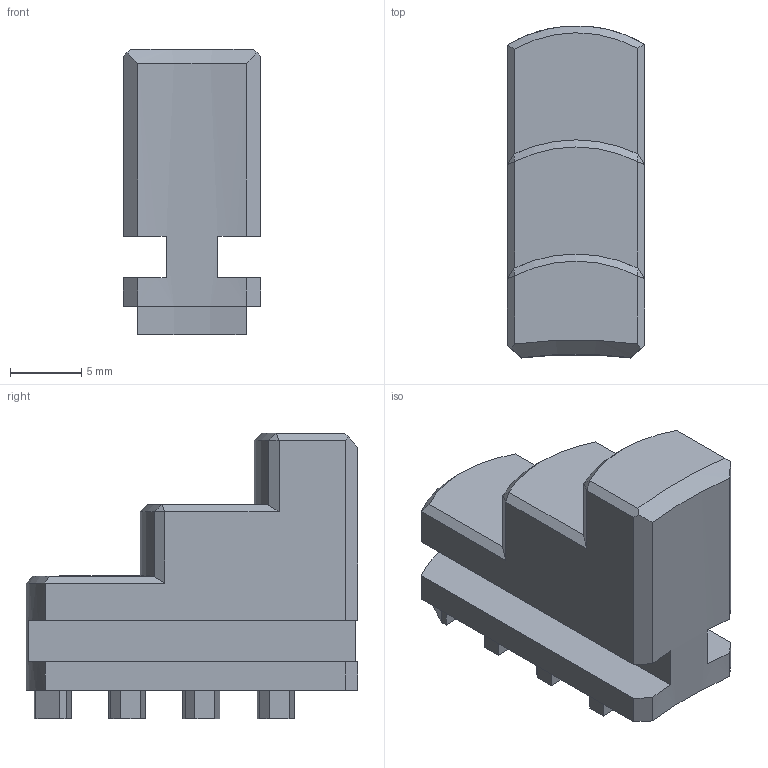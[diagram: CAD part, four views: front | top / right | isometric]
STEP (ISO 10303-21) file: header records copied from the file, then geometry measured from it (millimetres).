
FILE_DESCRIPTION(/* description */ (''),/* implementation_level */ '2;1');
FILE_NAME(/* name */ '2 jaw.stp',/* time_stamp */ '2017-07-20T11:05:02+02:00',/* author */ ('kenan'),/* organization */ (''),/* preprocessor_version */ 'ST-DEVELOPER v16.5',/* originating_system */ 'Autodesk Inventor 2017',/* authorisation */ '');
FILE_SCHEMA (('AUTOMOTIVE_DESIGN { 1 0 10303 214 3 1 1 }'));
Length unit declared in the file: millimetre
Products named in the file (1): 2 jaw
Bounding box: 9.6 x 23.22 x 20 mm (x, y, z)
Volume: 2465.7 mm3; surface area: 1682.5 mm2
Topology: 1 solids, 1 shells, 86 faces, 223 edges, 144 vertices
Faces by surface type: plane 59, cylinder 12, bspline 11, cone 4
Entity records: 2701 total; most frequent: CARTESIAN_POINT 597, ORIENTED_EDGE 446, DIRECTION 403, EDGE_CURVE 223, LINE 151, VECTOR 151, VERTEX_POINT 144, AXIS2_PLACEMENT_3D 126
